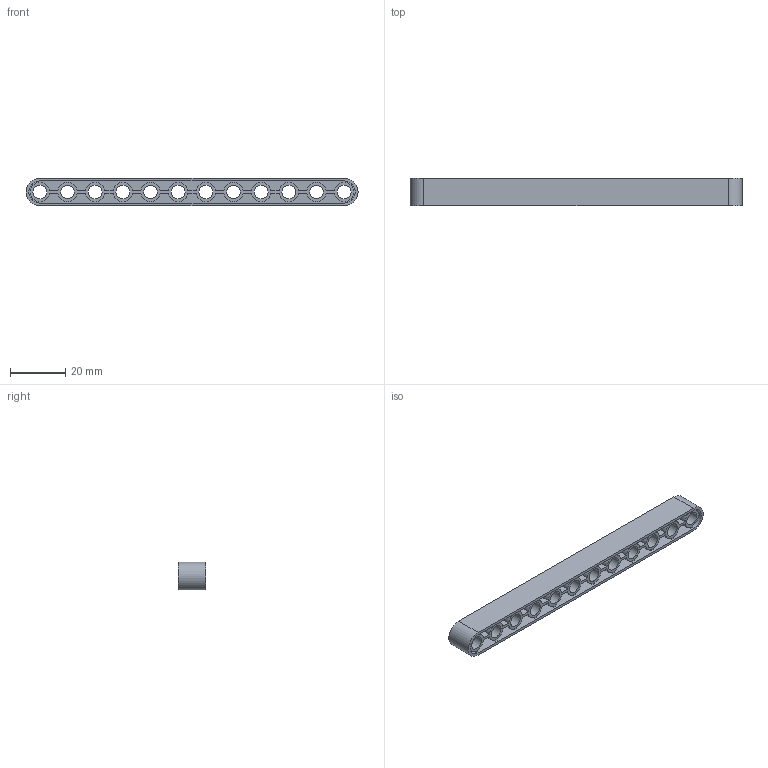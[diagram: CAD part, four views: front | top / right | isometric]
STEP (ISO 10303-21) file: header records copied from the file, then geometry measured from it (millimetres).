
FILE_DESCRIPTION(/* description */ ('','CAx-IF Rec.Pracs.---Representation and Presentation of Product Manufacturing Information (PMI)---4.0---2014-10-13'),/* implementation_level */ '2;1');
FILE_NAME(/* name */ 'S12x1.stp',/* time_stamp */ '2019-02-11T23:14:03+01:00',/* author */ ('Varga Daniel'),/* organization */ (''),/* preprocessor_version */ 'ST-DEVELOPER v17.2',/* originating_system */ 'Autodesk Inventor 2019',/* authorisation */ '');
FILE_SCHEMA (('AP242_MANAGED_MODEL_BASED_3D_ENGINEERING_MIM_LF { 1 0 10303 442 1 1 4 }'));
Length unit declared in the file: millimetre
Products named in the file (1): S12x1
Bounding box: 120 x 10 x 10 mm (x, y, z)
Volume: 5195.6 mm3; surface area: 10297.9 mm2
Topology: 1 solids, 1 shells, 324 faces, 964 edges, 644 vertices
Faces by surface type: plane 210, cylinder 114
Full cylindrical faces by diameter (mm): 5 x12
Entity records: 11066 total; most frequent: CARTESIAN_POINT 1950, ORIENTED_EDGE 1928, DIRECTION 1888, EDGE_CURVE 964, LINE 716, VECTOR 716, VERTEX_POINT 644, AXIS2_PLACEMENT_3D 586
